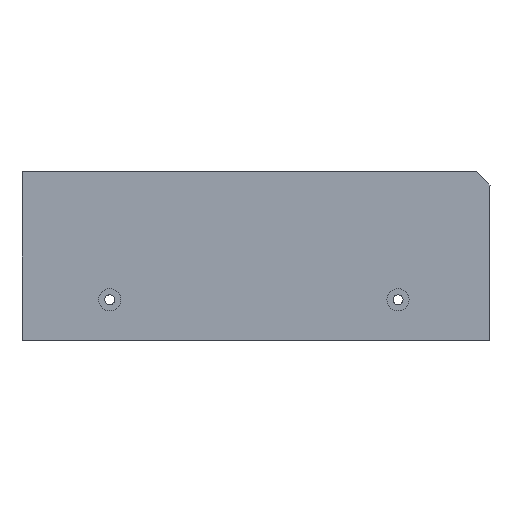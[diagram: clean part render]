
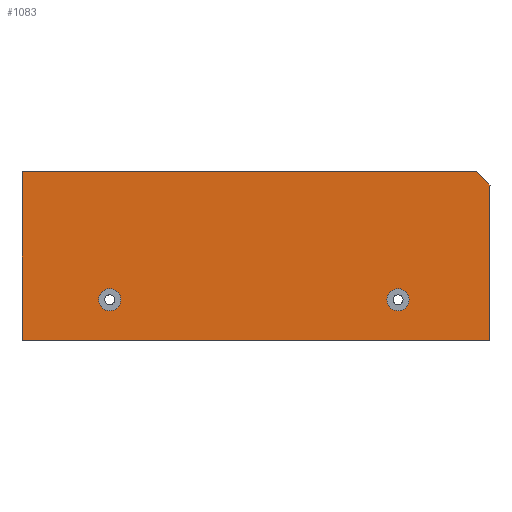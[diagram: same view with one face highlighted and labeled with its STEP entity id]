
A CAD part, left-side view. The second image highlights one B-rep face of the part: STEP entity #1083.
In plain terms, the highlighted planar face has unit normal (-1, 0, 0).
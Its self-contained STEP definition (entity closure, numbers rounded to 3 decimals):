
#27=CIRCLE('',#1161,5.);
#28=CIRCLE('',#1162,5.);
#53=FACE_BOUND('',#137,.T.);
#54=FACE_BOUND('',#138,.T.);
#71=FACE_OUTER_BOUND('',#136,.T.);
#136=EDGE_LOOP('',(#747,#748,#749,#750,#751));
#137=EDGE_LOOP('',(#752));
#138=EDGE_LOOP('',(#753));
#217=LINE('',#1562,#346);
#235=LINE('',#1598,#364);
#236=LINE('',#1600,#365);
#237=LINE('',#1602,#366);
#238=LINE('',#1603,#367);
#346=VECTOR('',#1253,10.);
#364=VECTOR('',#1275,10.);
#365=VECTOR('',#1276,10.);
#366=VECTOR('',#1277,10.);
#367=VECTOR('',#1278,10.);
#475=VERTEX_POINT('',#1559);
#476=VERTEX_POINT('',#1561);
#492=VERTEX_POINT('',#1597);
#493=VERTEX_POINT('',#1599);
#494=VERTEX_POINT('',#1601);
#495=VERTEX_POINT('',#1604);
#496=VERTEX_POINT('',#1606);
#575=EDGE_CURVE('',#475,#476,#217,.T.);
#593=EDGE_CURVE('',#492,#475,#235,.T.);
#594=EDGE_CURVE('',#493,#492,#236,.T.);
#595=EDGE_CURVE('',#494,#493,#237,.T.);
#596=EDGE_CURVE('',#494,#476,#238,.T.);
#597=EDGE_CURVE('',#495,#495,#27,.T.);
#598=EDGE_CURVE('',#496,#496,#28,.T.);
#747=ORIENTED_EDGE('',*,*,#575,.F.);
#748=ORIENTED_EDGE('',*,*,#593,.F.);
#749=ORIENTED_EDGE('',*,*,#594,.F.);
#750=ORIENTED_EDGE('',*,*,#595,.F.);
#751=ORIENTED_EDGE('',*,*,#596,.T.);
#752=ORIENTED_EDGE('',*,*,#597,.F.);
#753=ORIENTED_EDGE('',*,*,#598,.F.);
#1032=PLANE('',#1160);
#1083=ADVANCED_FACE('',(#71,#53,#54),#1032,.F.);
#1160=AXIS2_PLACEMENT_3D('',#1596,#1273,#1274);
#1161=AXIS2_PLACEMENT_3D('',#1605,#1279,#1280);
#1162=AXIS2_PLACEMENT_3D('',#1607,#1281,#1282);
#1253=DIRECTION('',(0.,-0.707,-0.707));
#1273=DIRECTION('center_axis',(1.,0.,0.));
#1274=DIRECTION('ref_axis',(0.,0.,-1.));
#1275=DIRECTION('',(0.,-1.,0.));
#1276=DIRECTION('',(0.,0.,1.));
#1277=DIRECTION('',(0.,1.,0.));
#1278=DIRECTION('',(0.,0.,1.));
#1279=DIRECTION('center_axis',(-1.,0.,0.));
#1280=DIRECTION('ref_axis',(0.,1.,0.));
#1281=DIRECTION('center_axis',(-1.,0.,0.));
#1282=DIRECTION('ref_axis',(0.,1.,0.));
#1559=CARTESIAN_POINT('',(184.224,402.491,586.505));
#1561=CARTESIAN_POINT('',(184.224,396.491,580.505));
#1562=CARTESIAN_POINT('',(184.224,417.615,601.628));
#1596=CARTESIAN_POINT('Origin',(184.224,505.985,549.505));
#1597=CARTESIAN_POINT('',(184.224,607.485,586.505));
#1598=CARTESIAN_POINT('',(184.224,556.735,586.505));
#1599=CARTESIAN_POINT('',(184.224,607.485,510.505));
#1600=CARTESIAN_POINT('',(184.224,607.485,530.005));
#1601=CARTESIAN_POINT('',(184.224,396.491,510.505));
#1602=CARTESIAN_POINT('',(184.224,455.485,510.505));
#1603=CARTESIAN_POINT('',(184.224,396.491,565.008));
#1604=CARTESIAN_POINT('',(184.224,562.935,528.805));
#1605=CARTESIAN_POINT('Origin',(184.224,567.935,528.805));
#1606=CARTESIAN_POINT('',(184.224,432.935,528.805));
#1607=CARTESIAN_POINT('Origin',(184.224,437.935,528.805));
